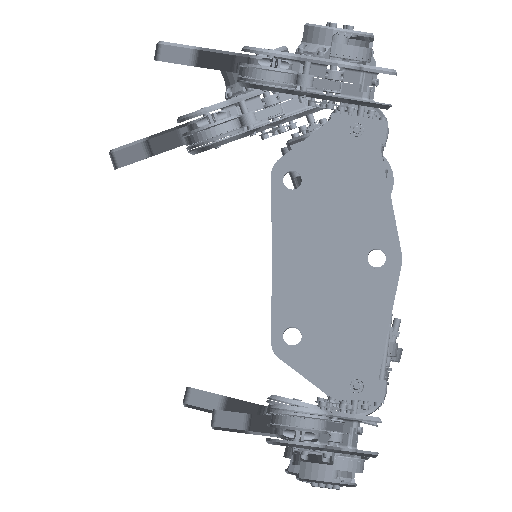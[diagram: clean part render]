
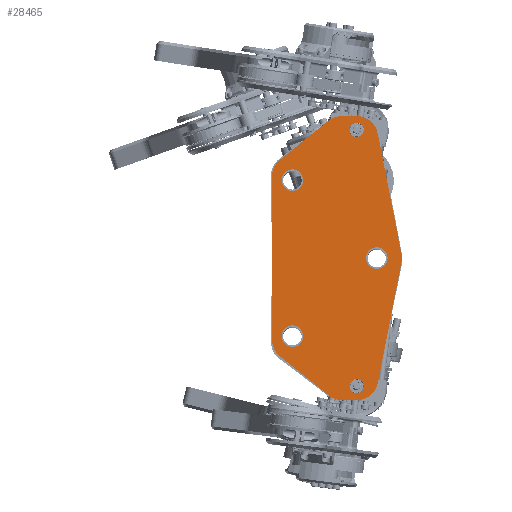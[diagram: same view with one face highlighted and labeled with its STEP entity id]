
A CAD part, top view. The second image highlights one B-rep face of the part: STEP entity #28465.
In plain terms, the highlighted planar face has unit normal (0, 0, 1).
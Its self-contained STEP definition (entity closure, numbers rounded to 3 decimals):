
#2326=PLANE('',#30378);
#3175=VECTOR('',#33941,1.);
#3181=VECTOR('',#33954,1.);
#3185=VECTOR('',#33965,1.);
#3188=VECTOR('',#33987,1.);
#3193=VECTOR('',#33999,1.);
#3197=VECTOR('',#34010,1.);
#3200=VECTOR('',#34026,1.);
#5050=LINE('',#41916,#3175);
#5056=LINE('',#41934,#3181);
#5060=LINE('',#41946,#3185);
#5063=LINE('',#41965,#3188);
#5068=LINE('',#41980,#3193);
#5072=LINE('',#41992,#3197);
#5075=LINE('',#42006,#3200);
#6954=VERTEX_POINT('',#41917);
#6955=VERTEX_POINT('',#41918);
#6958=VERTEX_POINT('',#41926);
#6959=VERTEX_POINT('',#41927);
#6962=VERTEX_POINT('',#41935);
#6964=VERTEX_POINT('',#41941);
#6966=VERTEX_POINT('',#41947);
#6968=VERTEX_POINT('',#41956);
#6970=VERTEX_POINT('',#41961);
#6972=VERTEX_POINT('',#41966);
#6973=VERTEX_POINT('',#41967);
#6976=VERTEX_POINT('',#41975);
#6978=VERTEX_POINT('',#41981);
#6980=VERTEX_POINT('',#41987);
#6983=VERTEX_POINT('',#41998);
#6984=VERTEX_POINT('',#42001);
#6986=VERTEX_POINT('',#42007);
#6988=VERTEX_POINT('',#42016);
#6990=VERTEX_POINT('',#42021);
#9613=CIRCLE('',#30337,15.);
#9615=CIRCLE('',#30341,15.);
#9617=CIRCLE('',#30345,15.);
#9619=CIRCLE('',#30348,5.);
#9621=CIRCLE('',#30351,7.5);
#9623=CIRCLE('',#30355,15.);
#9625=CIRCLE('',#30359,15.);
#9628=CIRCLE('',#30364,7.5);
#9629=CIRCLE('',#30366,17.5);
#9631=CIRCLE('',#30370,15.);
#9633=CIRCLE('',#30373,5.);
#9635=CIRCLE('',#30376,7.5);
#11160=EDGE_CURVE('',#6954,#6955,#5050,.T.);
#11164=EDGE_CURVE('',#6958,#6959,#9613,.T.);
#11168=EDGE_CURVE('',#6959,#6962,#5056,.T.);
#11171=EDGE_CURVE('',#6962,#6964,#9615,.T.);
#11174=EDGE_CURVE('',#6964,#6966,#5060,.T.);
#11177=EDGE_CURVE('',#6966,#6954,#9617,.T.);
#11179=EDGE_CURVE('',#6968,#6968,#9619,.T.);
#11181=EDGE_CURVE('',#6970,#6970,#9621,.T.);
#11183=EDGE_CURVE('',#6972,#6973,#5063,.T.);
#11187=EDGE_CURVE('',#6973,#6976,#9623,.T.);
#11190=EDGE_CURVE('',#6976,#6978,#5068,.T.);
#11193=EDGE_CURVE('',#6978,#6980,#9625,.T.);
#11196=EDGE_CURVE('',#6980,#6958,#5072,.T.);
#11199=EDGE_CURVE('',#6983,#6983,#9628,.T.);
#11200=EDGE_CURVE('',#6955,#6984,#9629,.T.);
#11203=EDGE_CURVE('',#6984,#6986,#5075,.T.);
#11206=EDGE_CURVE('',#6986,#6972,#9631,.T.);
#11208=EDGE_CURVE('',#6988,#6988,#9633,.T.);
#11210=EDGE_CURVE('',#6990,#6990,#9635,.T.);
#15511=ORIENTED_EDGE('',*,*,#11199,.F.);
#15512=ORIENTED_EDGE('',*,*,#11181,.F.);
#15513=ORIENTED_EDGE('',*,*,#11179,.F.);
#15514=ORIENTED_EDGE('',*,*,#11210,.F.);
#15515=ORIENTED_EDGE('',*,*,#11208,.F.);
#15516=ORIENTED_EDGE('',*,*,#11183,.F.);
#15517=ORIENTED_EDGE('',*,*,#11206,.F.);
#15518=ORIENTED_EDGE('',*,*,#11203,.F.);
#15519=ORIENTED_EDGE('',*,*,#11200,.F.);
#15520=ORIENTED_EDGE('',*,*,#11160,.F.);
#15521=ORIENTED_EDGE('',*,*,#11177,.F.);
#15522=ORIENTED_EDGE('',*,*,#11174,.F.);
#15523=ORIENTED_EDGE('',*,*,#11171,.F.);
#15524=ORIENTED_EDGE('',*,*,#11168,.F.);
#15525=ORIENTED_EDGE('',*,*,#11164,.F.);
#15526=ORIENTED_EDGE('',*,*,#11196,.F.);
#15527=ORIENTED_EDGE('',*,*,#11193,.F.);
#15528=ORIENTED_EDGE('',*,*,#11190,.F.);
#15529=ORIENTED_EDGE('',*,*,#11187,.F.);
#23736=EDGE_LOOP('',(#15511));
#23737=EDGE_LOOP('',(#15512));
#23738=EDGE_LOOP('',(#15513));
#23739=EDGE_LOOP('',(#15514));
#23740=EDGE_LOOP('',(#15515));
#23741=EDGE_LOOP('',(#15516,#15517,#15518,#15519,#15520,#15521,#15522,#15523,
#15524,#15525,#15526,#15527,#15528,#15529));
#26125=FACE_BOUND('',#23736,.T.);
#26126=FACE_BOUND('',#23737,.T.);
#26127=FACE_BOUND('',#23738,.T.);
#26128=FACE_BOUND('',#23739,.T.);
#26129=FACE_BOUND('',#23740,.T.);
#26130=FACE_BOUND('',#23741,.T.);
#28465=ADVANCED_FACE('',(#26125,#26126,#26127,#26128,#26129,#26130),#2326,
 .T.);
#30337=AXIS2_PLACEMENT_3D('',#41925,#33947,#33948);
#30341=AXIS2_PLACEMENT_3D('',#41940,#33959,#33960);
#30345=AXIS2_PLACEMENT_3D('',#41952,#33970,#33971);
#30348=AXIS2_PLACEMENT_3D('',#41955,#33976,#33977);
#30351=AXIS2_PLACEMENT_3D('',#41960,#33982,#33983);
#30355=AXIS2_PLACEMENT_3D('',#41974,#33993,#33994);
#30359=AXIS2_PLACEMENT_3D('',#41986,#34004,#34005);
#30364=AXIS2_PLACEMENT_3D('',#41997,#34016,#34017);
#30366=AXIS2_PLACEMENT_3D('',#42000,#34020,#34021);
#30370=AXIS2_PLACEMENT_3D('',#42012,#34031,#34032);
#30373=AXIS2_PLACEMENT_3D('',#42015,#34037,#34038);
#30376=AXIS2_PLACEMENT_3D('',#42020,#34043,#34044);
#30378=AXIS2_PLACEMENT_3D('',#42024,#34047,$);
#33941=DIRECTION('',(0.981,0.193,0.));
#33947=DIRECTION('',(0.,0.,-1.));
#33948=DIRECTION('',(-15.,0.,0.));
#33954=DIRECTION('',(-0.626,0.78,0.));
#33959=DIRECTION('',(0.,0.,-1.));
#33960=DIRECTION('',(-15.,0.,0.));
#33965=DIRECTION('',(0.001,1.,0.));
#33970=DIRECTION('',(0.,0.,-1.));
#33971=DIRECTION('',(-15.,0.,0.));
#33976=DIRECTION('',(0.,0.,1.));
#33977=DIRECTION('',(-5.,0.,0.));
#33982=DIRECTION('',(0.,0.,1.));
#33983=DIRECTION('',(-7.5,0.,0.));
#33987=DIRECTION('',(0.001,-1.,0.));
#33993=DIRECTION('',(0.,0.,-1.));
#33994=DIRECTION('',(15.,0.,0.));
#33999=DIRECTION('',(-0.626,-0.78,0.));
#34004=DIRECTION('',(0.,0.,-1.));
#34005=DIRECTION('',(15.,0.,0.));
#34010=DIRECTION('',(-1.,0.,0.));
#34016=DIRECTION('',(0.,0.,1.));
#34017=DIRECTION('',(-7.5,0.,0.));
#34020=DIRECTION('',(0.,0.,-1.));
#34021=DIRECTION('',(-17.5,0.,0.));
#34026=DIRECTION('',(0.981,-0.193,0.));
#34031=DIRECTION('',(0.,0.,-1.));
#34032=DIRECTION('',(15.,0.,0.));
#34037=DIRECTION('',(0.,0.,1.));
#34038=DIRECTION('',(5.,0.,0.));
#34043=DIRECTION('',(0.,0.,1.));
#34044=DIRECTION('',(7.5,0.,0.));
#34047=DIRECTION('',(0.,0.,1.));
#41916=CARTESIAN_POINT('',(-92.945,31.225,40.975));
#41917=CARTESIAN_POINT('',(-176.723,14.72,40.975));
#41918=CARTESIAN_POINT('',(-92.945,31.225,40.975));
#41925=CARTESIAN_POINT('',(-146.625,-44.221,40.975));
#41926=CARTESIAN_POINT('',(-146.625,-59.221,40.975));
#41927=CARTESIAN_POINT('',(-158.59,-53.267,40.975));
#41934=CARTESIAN_POINT('',(-185.544,-19.661,40.975));
#41935=CARTESIAN_POINT('',(-185.544,-19.661,40.975));
#41940=CARTESIAN_POINT('',(-173.842,-10.276,40.975));
#41941=CARTESIAN_POINT('',(-188.831,-9.702,40.975));
#41946=CARTESIAN_POINT('',(-188.824,0.014,40.975));
#41947=CARTESIAN_POINT('',(-188.824,0.014,40.975));
#41952=CARTESIAN_POINT('',(-173.824,0.003,40.975));
#41955=CARTESIAN_POINT('',(-179.126,0.,40.975));
#41956=CARTESIAN_POINT('',(-184.126,0.,40.975));
#41960=CARTESIAN_POINT('',(-144.126,-45.,40.975));
#41961=CARTESIAN_POINT('',(-151.626,-45.,40.975));
#41965=CARTESIAN_POINT('',(9.698,0.014,40.975));
#41966=CARTESIAN_POINT('',(9.698,0.014,40.975));
#41967=CARTESIAN_POINT('',(9.705,-9.702,40.975));
#41974=CARTESIAN_POINT('',(-5.284,-10.276,40.975));
#41975=CARTESIAN_POINT('',(6.418,-19.661,40.975));
#41980=CARTESIAN_POINT('',(6.418,-19.661,40.975));
#41981=CARTESIAN_POINT('',(-20.536,-53.267,40.975));
#41986=CARTESIAN_POINT('',(-32.501,-44.221,40.975));
#41987=CARTESIAN_POINT('',(-32.501,-59.221,40.975));
#41992=CARTESIAN_POINT('',(-32.501,-59.221,40.975));
#41997=CARTESIAN_POINT('',(-89.563,14.055,40.975));
#41998=CARTESIAN_POINT('',(-89.563,21.555,40.975));
#42000=CARTESIAN_POINT('',(-89.563,14.055,40.975));
#42001=CARTESIAN_POINT('',(-86.18,31.225,40.975));
#42006=CARTESIAN_POINT('',(-86.18,31.225,40.975));
#42007=CARTESIAN_POINT('',(-2.403,14.72,40.975));
#42012=CARTESIAN_POINT('',(-5.302,0.003,40.975));
#42015=CARTESIAN_POINT('',(0.,0.,40.975));
#42016=CARTESIAN_POINT('',(5.,0.,40.975));
#42020=CARTESIAN_POINT('',(-35.,-45.,40.975));
#42021=CARTESIAN_POINT('',(-27.5,-45.,40.975));
#42024=CARTESIAN_POINT('',(-48.751,-14.09,40.975));
